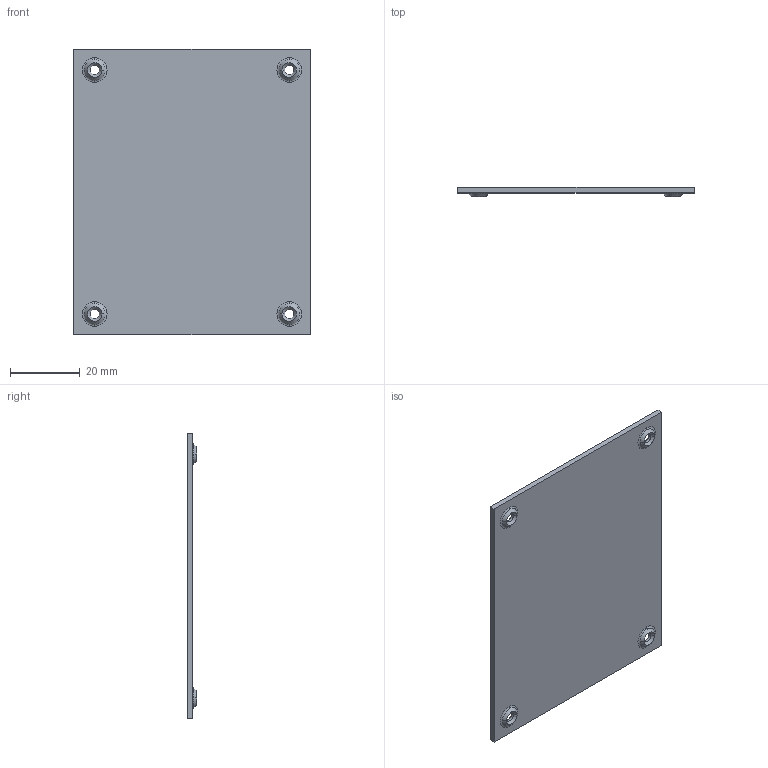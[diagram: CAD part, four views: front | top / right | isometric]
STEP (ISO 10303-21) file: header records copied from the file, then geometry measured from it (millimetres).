
FILE_DESCRIPTION (( 'STEP AP214' ), '1' );
FILE_NAME ('USPB.STEP', '2017-06-01T16:02:42', ( 'x' ), ( '' ), 'SwSTEP 2.0', 'SolidWorks 2014', '' );
FILE_SCHEMA (( 'AUTOMOTIVE_DESIGN' ));
Length unit declared in the file: inch
Products named in the file (1): USPB
Bounding box: 68.07 x 2.6 x 82.04 mm (x, y, z)
Volume: 8497.9 mm3; surface area: 11662.7 mm2
Topology: 1 solids, 1 shells, 54 faces, 148 edges, 96 vertices
Faces by surface type: cone 24, torus 16, cylinder 8, plane 6
Entity records: 1854 total; most frequent: DIRECTION 362, CARTESIAN_POINT 299, ORIENTED_EDGE 296, AXIS2_PLACEMENT_3D 159, EDGE_CURVE 148, CIRCLE 104, VERTEX_POINT 96, EDGE_LOOP 62
